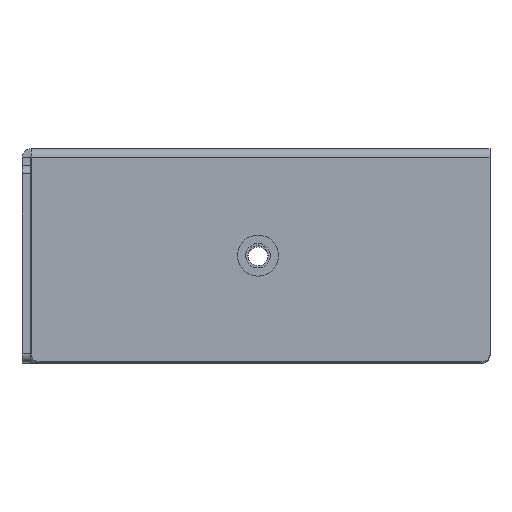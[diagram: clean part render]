
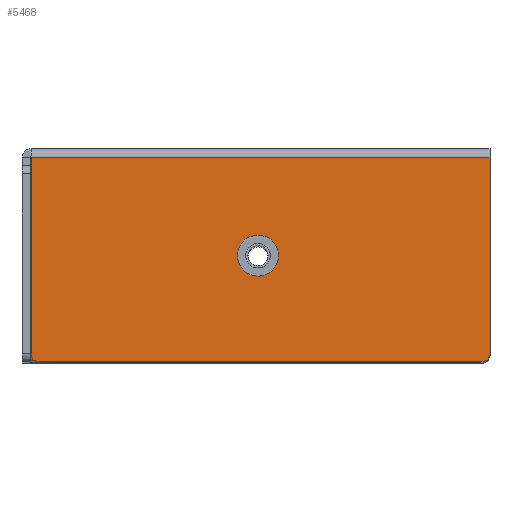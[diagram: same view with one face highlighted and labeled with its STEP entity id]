
A CAD part, top view. The second image highlights one B-rep face of the part: STEP entity #5468.
In plain terms, the highlighted planar face has unit normal (0, 0, 1).
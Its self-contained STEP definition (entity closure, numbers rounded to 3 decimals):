
#350=FACE_BOUND('',#1164,.T.);
#500=PLANE('',#5918);
#803=FACE_OUTER_BOUND('',#1163,.T.);
#1163=EDGE_LOOP('',(#4996,#4997,#4998,#4999,#5000,#5001));
#1164=EDGE_LOOP('',(#5002,#5003));
#1608=LINE('',#11494,#2076);
#1612=LINE('',#11500,#2080);
#1615=LINE('',#11506,#2083);
#1638=LINE('',#11570,#2106);
#2076=VECTOR('',#7068,0.54);
#2080=VECTOR('',#7074,10.);
#2083=VECTOR('',#7079,10.);
#2106=VECTOR('',#7144,10.);
#2215=CIRCLE('',#5712,2.5);
#2216=CIRCLE('',#5713,2.5);
#2276=CIRCLE('',#5883,1.);
#2278=CIRCLE('',#5886,1.);
#2449=VERTEX_POINT('',#7770);
#2450=VERTEX_POINT('',#7771);
#2767=VERTEX_POINT('',#11478);
#2768=VERTEX_POINT('',#11480);
#2771=VERTEX_POINT('',#11487);
#2772=VERTEX_POINT('',#11489);
#2773=VERTEX_POINT('',#11493);
#2776=VERTEX_POINT('',#11504);
#3035=EDGE_CURVE('',#2449,#2450,#2215,.T.);
#3036=EDGE_CURVE('',#2450,#2449,#2216,.T.);
#3496=EDGE_CURVE('',#2768,#2767,#2276,.T.);
#3500=EDGE_CURVE('',#2772,#2771,#2278,.T.);
#3502=EDGE_CURVE('',#2768,#2773,#1608,.T.);
#3506=EDGE_CURVE('',#2772,#2767,#1612,.T.);
#3509=EDGE_CURVE('',#2776,#2771,#1615,.T.);
#3540=EDGE_CURVE('',#2776,#2773,#1638,.T.);
#4996=ORIENTED_EDGE('',*,*,#3496,.T.);
#4997=ORIENTED_EDGE('',*,*,#3506,.F.);
#4998=ORIENTED_EDGE('',*,*,#3500,.T.);
#4999=ORIENTED_EDGE('',*,*,#3509,.F.);
#5000=ORIENTED_EDGE('',*,*,#3540,.T.);
#5001=ORIENTED_EDGE('',*,*,#3502,.F.);
#5002=ORIENTED_EDGE('',*,*,#3035,.T.);
#5003=ORIENTED_EDGE('',*,*,#3036,.T.);
#5468=ADVANCED_FACE('',(#803,#350),#500,.T.);
#5712=AXIS2_PLACEMENT_3D('',#7772,#6451,#6452);
#5713=AXIS2_PLACEMENT_3D('',#7773,#6453,#6454);
#5883=AXIS2_PLACEMENT_3D('',#11481,#7055,#7056);
#5886=AXIS2_PLACEMENT_3D('',#11490,#7063,#7064);
#5918=AXIS2_PLACEMENT_3D('',#11583,#7162,#7163);
#6451=DIRECTION('center_axis',(0.,0.,
-1.));
#6452=DIRECTION('ref_axis',(-1.,0.,0.));
#6453=DIRECTION('center_axis',(0.,0.,
-1.));
#6454=DIRECTION('ref_axis',(-1.,0.,0.));
#7055=DIRECTION('center_axis',(0.,0.,
1.));
#7056=DIRECTION('ref_axis',(0.,1.,0.));
#7063=DIRECTION('center_axis',(0.,0.,
1.));
#7064=DIRECTION('ref_axis',(-1.,0.,0.));
#7068=DIRECTION('',(0.,1.,0.));
#7074=DIRECTION('',(-1.,0.,0.));
#7079=DIRECTION('',(0.,-1.,0.));
#7144=DIRECTION('',(-1.,0.,0.));
#7162=DIRECTION('center_axis',(0.,0.,
1.));
#7163=DIRECTION('ref_axis',(0.,-1.,0.));
#7770=CARTESIAN_POINT('',(-2.25,-12.05,47.5));
#7771=CARTESIAN_POINT('',(2.75,-12.05,47.5));
#7772=CARTESIAN_POINT('Origin',(0.25,-12.05,47.5));
#7773=CARTESIAN_POINT('Origin',(0.25,-12.05,47.5));
#11478=CARTESIAN_POINT('',(-26.4,-25.,47.5));
#11480=CARTESIAN_POINT('',(-27.4,-24.,47.5));
#11481=CARTESIAN_POINT('Origin',(-26.4,-24.,47.5));
#11487=CARTESIAN_POINT('',(28.5,-24.,47.5));
#11489=CARTESIAN_POINT('',(27.5,-25.,47.5));
#11490=CARTESIAN_POINT('Origin',(27.5,-24.,47.5));
#11493=CARTESIAN_POINT('',(-27.4,-0.1,47.5));
#11494=CARTESIAN_POINT('',(-27.4,1.596,47.5));
#11500=CARTESIAN_POINT('',(28.5,-25.,47.5));
#11504=CARTESIAN_POINT('',(28.5,-0.1,47.5));
#11506=CARTESIAN_POINT('',(28.5,-0.1,47.5));
#11570=CARTESIAN_POINT('',(0.55,-0.1,47.5));
#11583=CARTESIAN_POINT('Origin',(0.55,-12.126,47.5));
